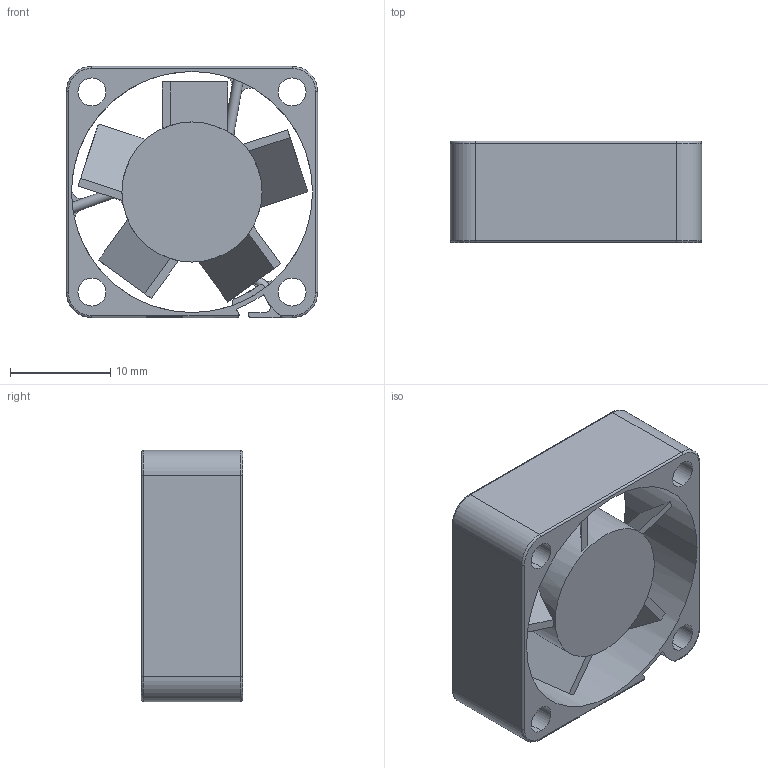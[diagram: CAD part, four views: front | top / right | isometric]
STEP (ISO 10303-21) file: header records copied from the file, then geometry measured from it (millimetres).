
FILE_DESCRIPTION((''),'2;1');
FILE_NAME('410201470000','2019-05-04T',('LIEN.CHEN'),(''),'CREO PARAMETRIC BY PTC INC, 2015080','CREO PARAMETRIC BY PTC INC, 2015080','');
FILE_SCHEMA(('CONFIG_CONTROL_DESIGN'));
Length unit declared in the file: millimetre
Products named in the file (1): 410201470000
Bounding box: 25.1 x 10.12 x 25.1 mm (x, y, z)
Volume: 2739.7 mm3; surface area: 3817.6 mm2
Topology: 2 solids, 2 shells, 150 faces, 406 edges, 263 vertices
Faces by surface type: plane 81, cylinder 58, torus 9, sphere 2
Entity records: 6249 total; most frequent: CARTESIAN_POINT 1005, ORIENTED_EDGE 812, DIRECTION 811, PRESENTATION_STYLE_ASSIGNMENT 421, STYLED_ITEM 421, CURVE_STYLE 406, EDGE_CURVE 406, AXIS2_PLACEMENT_3D 285
